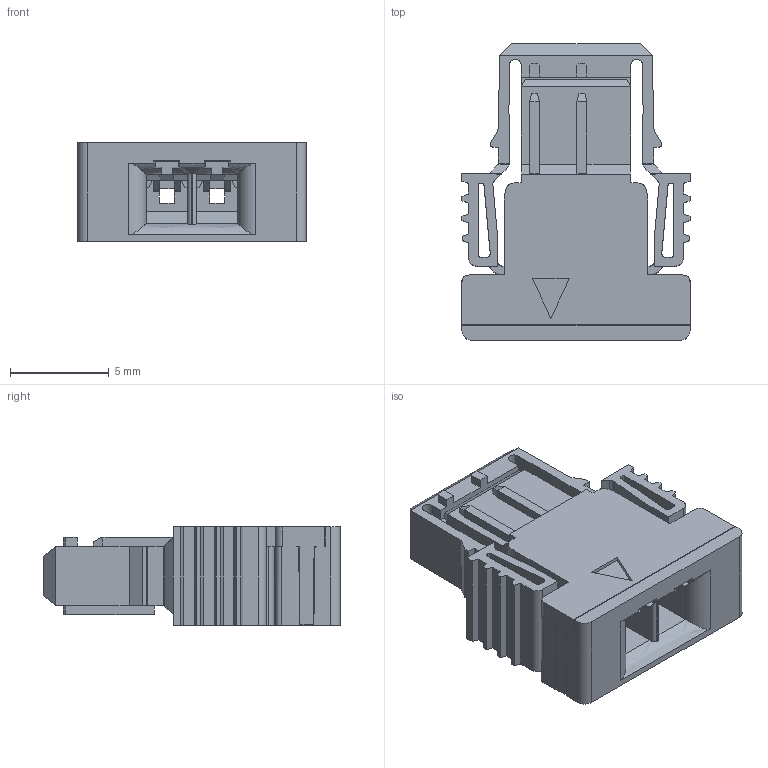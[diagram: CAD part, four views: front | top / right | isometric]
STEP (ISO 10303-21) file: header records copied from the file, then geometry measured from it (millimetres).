
FILE_DESCRIPTION( ('This file contains a STEP AP42 implementation' ,'as created by ZW3D STEP Interface translator.') ,'2;1' );
FILE_NAME( '3915-S02-1C00GEXA1.stp' ,'23 9 5. 84514', (''), ('ZWCAD Software Co.'), 'Version 1.0', 'ZW3D to STEP translator', '' );
FILE_SCHEMA(('AUTOMOTIVE_DESIGN { 1 0 10303 214 1 1 1 1 }'));
Length unit declared in the file: millimetre
Products named in the file (2): 0; F2-180
Bounding box: 11.55 x 15 x 5 mm (x, y, z)
Volume: 411.2 mm3; surface area: 1356.2 mm2
Topology: 1 solids, 3 shells, 564 faces, 1610 edges, 1038 vertices
Faces by surface type: plane 389, cylinder 116, bspline 55, sphere 4
Entity records: 19247 total; most frequent: CARTESIAN_POINT 4440, ORIENTED_EDGE 3220, DIRECTION 2560, EDGE_CURVE 1610, VECTOR 1224, LINE 1224, VERTEX_POINT 1038, AXIS2_PLACEMENT_3D 668
